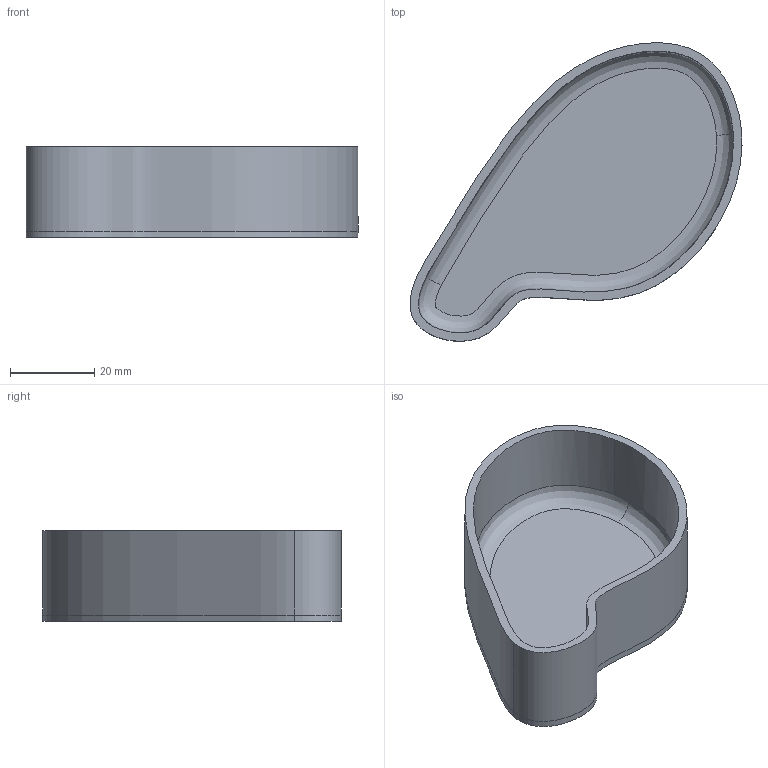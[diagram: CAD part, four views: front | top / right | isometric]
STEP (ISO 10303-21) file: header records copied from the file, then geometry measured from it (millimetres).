
FILE_DESCRIPTION (( 'STEP AP203' ), '1' );
FILE_NAME ('Zeep MAL .STEP', '2020-05-25T15:05:43', ( '' ), ( '' ), 'SwSTEP 2.0', 'SolidWorks 2016', '' );
FILE_SCHEMA (( 'CONFIG_CONTROL_DESIGN' ));
Length unit declared in the file: millimetre
Products named in the file (1): Zeep  MAL 
Bounding box: 78.68 x 70.75 x 21.5 mm (x, y, z)
Volume: 14749.5 mm3; surface area: 15958 mm2
Topology: 1 solids, 1 shells, 11 faces, 22 edges, 14 vertices
Faces by surface type: bspline 8, plane 3
Entity records: 1703 total; most frequent: CARTESIAN_POINT 1446, ORIENTED_EDGE 44, EDGE_CURVE 22, DIRECTION 18, B_SPLINE_CURVE_WITH_KNOTS 14, VERTEX_POINT 14, EDGE_LOOP 12, FACE_OUTER_BOUND 11
